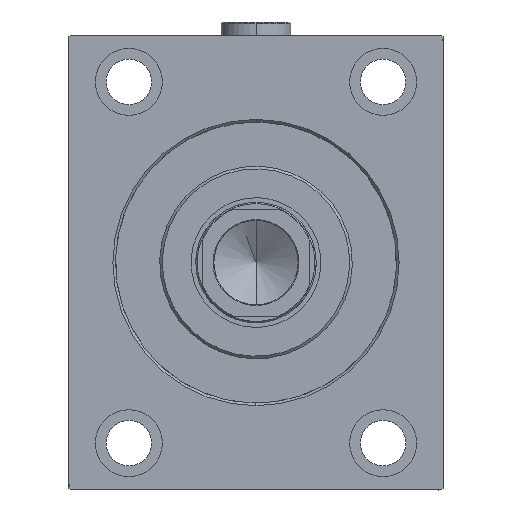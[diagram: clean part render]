
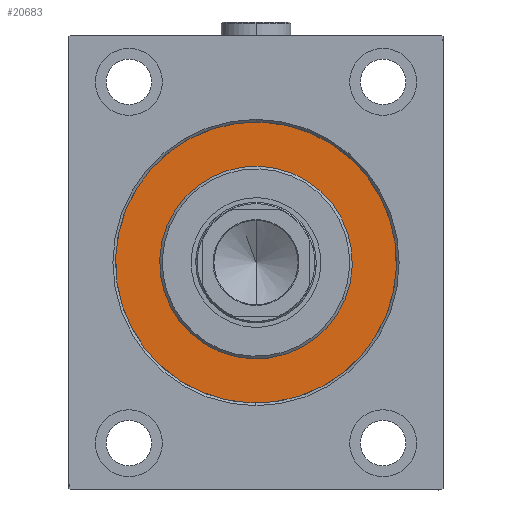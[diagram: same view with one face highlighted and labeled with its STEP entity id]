
A CAD part, left-side view. The second image highlights one B-rep face of the part: STEP entity #20683.
In plain terms, the highlighted face is planar.
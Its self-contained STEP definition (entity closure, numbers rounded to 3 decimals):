
#5001 = CIRCLE ( 'NONE', #37199, 52.5 ) ;
#5035 = CIRCLE ( 'NONE', #23349, 36. ) ;
#5160 = PLANE ( 'NONE',  #37825 ) ;
#7286 = CARTESIAN_POINT ( 'NONE',  ( 0., 0., 0. ) ) ;
#9579 = DIRECTION ( 'NONE',  ( 0., 0., -1. ) ) ;
#9865 = CARTESIAN_POINT ( 'NONE',  ( 0., 0., 0. ) ) ;
#12155 = ORIENTED_EDGE ( 'NONE', *, *, #24999, .F. ) ;
#12383 = VERTEX_POINT ( 'NONE', #32644 ) ;
#12481 = FACE_OUTER_BOUND ( 'NONE', #12890, .T. ) ;
#12890 = EDGE_LOOP ( 'NONE', ( #20345, #28451 ) ) ;
#12908 = CARTESIAN_POINT ( 'NONE',  ( 0., 0., -36. ) ) ;
#14158 = DIRECTION ( 'NONE',  ( 0., 0., 1. ) ) ;
#14601 = DIRECTION ( 'NONE',  ( -1., 0., 0. ) ) ;
#14847 = VERTEX_POINT ( 'NONE', #18053 ) ;
#15838 = DIRECTION ( 'NONE',  ( 0., 0., -1. ) ) ;
#18053 = CARTESIAN_POINT ( 'NONE',  ( 0., 0., -52.5 ) ) ;
#19509 = DIRECTION ( 'NONE',  ( 1., 0., 0. ) ) ;
#19593 = DIRECTION ( 'NONE',  ( 0., 0., 1. ) ) ;
#20345 = ORIENTED_EDGE ( 'NONE', *, *, #27595, .F. ) ;
#20683 = ADVANCED_FACE ( 'NONE', ( #41111, #12481 ), #5160, .F. ) ;
#22306 = CIRCLE ( 'NONE', #23757, 36. ) ;
#23349 = AXIS2_PLACEMENT_3D ( 'NONE', #9865, #19509, #15838 ) ;
#23757 = AXIS2_PLACEMENT_3D ( 'NONE', #40748, #33865, #9579 ) ;
#24358 = EDGE_CURVE ( 'NONE', #31254, #14847, #5001, .T. ) ;
#24735 = VERTEX_POINT ( 'NONE', #12908 ) ;
#24999 = EDGE_CURVE ( 'NONE', #12383, #24735, #5035, .T. ) ;
#25986 = ORIENTED_EDGE ( 'NONE', *, *, #42199, .F. ) ;
#26467 = DIRECTION ( 'NONE',  ( -1., 0., 0. ) ) ;
#27595 = EDGE_CURVE ( 'NONE', #14847, #31254, #41699, .T. ) ;
#28451 = ORIENTED_EDGE ( 'NONE', *, *, #24358, .F. ) ;
#29672 = CARTESIAN_POINT ( 'NONE',  ( 0., 0., 0. ) ) ;
#30699 = AXIS2_PLACEMENT_3D ( 'NONE', #7286, #14601, #14158 ) ;
#31254 = VERTEX_POINT ( 'NONE', #31329 ) ;
#31329 = CARTESIAN_POINT ( 'NONE',  ( 0., 0., 52.5 ) ) ;
#31331 = CARTESIAN_POINT ( 'NONE',  ( 0., 0., 0. ) ) ;
#32644 = CARTESIAN_POINT ( 'NONE',  ( 0., 0., 36. ) ) ;
#33865 = DIRECTION ( 'NONE',  ( 1., 0., 0. ) ) ;
#37199 = AXIS2_PLACEMENT_3D ( 'NONE', #31331, #38653, #42768 ) ;
#37825 = AXIS2_PLACEMENT_3D ( 'NONE', #29672, #26467, #19593 ) ;
#38653 = DIRECTION ( 'NONE',  ( -1., 0., 0. ) ) ;
#38988 = EDGE_LOOP ( 'NONE', ( #12155, #25986 ) ) ;
#40748 = CARTESIAN_POINT ( 'NONE',  ( 0., 0., 0. ) ) ;
#41111 = FACE_BOUND ( 'NONE', #38988, .T. ) ;
#41699 = CIRCLE ( 'NONE', #30699, 52.5 ) ;
#42199 = EDGE_CURVE ( 'NONE', #24735, #12383, #22306, .T. ) ;
#42768 = DIRECTION ( 'NONE',  ( 0., 0., 1. ) ) ;
